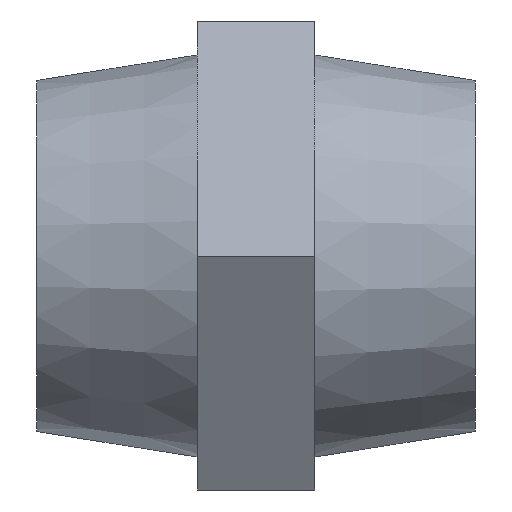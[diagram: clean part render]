
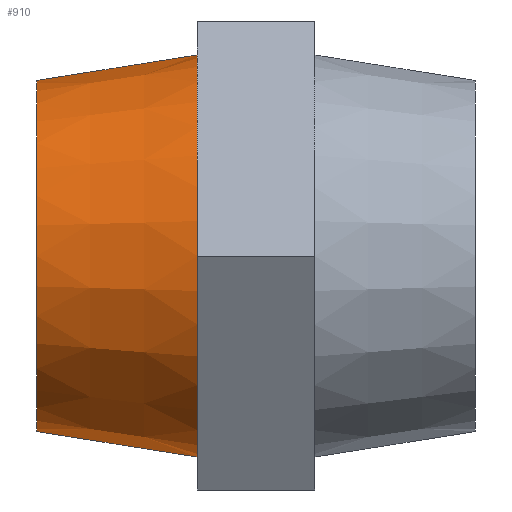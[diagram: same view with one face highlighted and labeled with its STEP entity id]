
A CAD part, left-side view. The second image highlights one B-rep face of the part: STEP entity #910.
In plain terms, the highlighted conical face has half-angle 9.039 degrees and reference radius 13.75 mm.
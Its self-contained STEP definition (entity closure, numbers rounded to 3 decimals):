
#49 = CONICAL_SURFACE ( 'NONE', #1844, 13.75, 0.158 ) ;
#115 = CIRCLE ( 'NONE', #1859, 12. ) ;
#277 = VERTEX_POINT ( 'NONE', #541 ) ;
#403 = CARTESIAN_POINT ( 'NONE',  ( 0., 15., -12. ) ) ;
#541 = CARTESIAN_POINT ( 'NONE',  ( 0., 4., 13.75 ) ) ;
#550 = DIRECTION ( 'NONE',  ( 0., -1., 0. ) ) ;
#750 = DIRECTION ( 'NONE',  ( 0., -0.988, 0.157 ) ) ;
#764 = CARTESIAN_POINT ( 'NONE',  ( 0., 4., 13.75 ) ) ;
#776 = VERTEX_POINT ( 'NONE', #1704 ) ;
#910 = ADVANCED_FACE ( 'NONE', ( #1582 ), #49, .T. ) ;
#937 = DIRECTION ( 'NONE',  ( 0., 0., -1. ) ) ;
#1052 = CARTESIAN_POINT ( 'NONE',  ( 0., 4., 0. ) ) ;
#1059 = VECTOR ( 'NONE', #750, 1000. ) ;
#1470 = VECTOR ( 'NONE', #2102, 1000. ) ;
#1472 = VERTEX_POINT ( 'NONE', #1636 ) ;
#1532 = DIRECTION ( 'NONE',  ( 0., 0., -1. ) ) ;
#1533 = ORIENTED_EDGE ( 'NONE', *, *, #2092, .T. ) ;
#1565 = DIRECTION ( 'NONE',  ( 0., 0., -1. ) ) ;
#1582 = FACE_OUTER_BOUND ( 'NONE', #2922, .T. ) ;
#1636 = CARTESIAN_POINT ( 'NONE',  ( 0., 15., 12. ) ) ;
#1704 = CARTESIAN_POINT ( 'NONE',  ( 0., 4., -13.75 ) ) ;
#1713 = DIRECTION ( 'NONE',  ( 0., -1., 0. ) ) ;
#1737 = CIRCLE ( 'NONE', #2472, 13.75 ) ;
#1838 = LINE ( 'NONE', #2830, #1470 ) ;
#1844 = AXIS2_PLACEMENT_3D ( 'NONE', #1052, #2283, #1565 ) ;
#1859 = AXIS2_PLACEMENT_3D ( 'NONE', #2702, #1713, #937 ) ;
#1865 = VERTEX_POINT ( 'NONE', #403 ) ;
#1985 = ORIENTED_EDGE ( 'NONE', *, *, #2261, .F. ) ;
#1997 = LINE ( 'NONE', #764, #1059 ) ;
#2092 = EDGE_CURVE ( 'NONE', #1472, #1865, #115, .T. ) ;
#2102 = DIRECTION ( 'NONE',  ( 0., -0.988, -0.157 ) ) ;
#2134 = EDGE_CURVE ( 'NONE', #1472, #277, #1997, .T. ) ;
#2261 = EDGE_CURVE ( 'NONE', #277, #776, #1737, .T. ) ;
#2283 = DIRECTION ( 'NONE',  ( 0., -1., 0. ) ) ;
#2443 = EDGE_CURVE ( 'NONE', #1865, #776, #1838, .T. ) ;
#2472 = AXIS2_PLACEMENT_3D ( 'NONE', #2758, #550, #1532 ) ;
#2631 = ORIENTED_EDGE ( 'NONE', *, *, #2134, .F. ) ;
#2702 = CARTESIAN_POINT ( 'NONE',  ( 0., 15., 0. ) ) ;
#2758 = CARTESIAN_POINT ( 'NONE',  ( 0., 4., 0. ) ) ;
#2830 = CARTESIAN_POINT ( 'NONE',  ( 0., 4., -13.75 ) ) ;
#2922 = EDGE_LOOP ( 'NONE', ( #2631, #1533, #3193, #1985 ) ) ;
#3193 = ORIENTED_EDGE ( 'NONE', *, *, #2443, .T. ) ;
